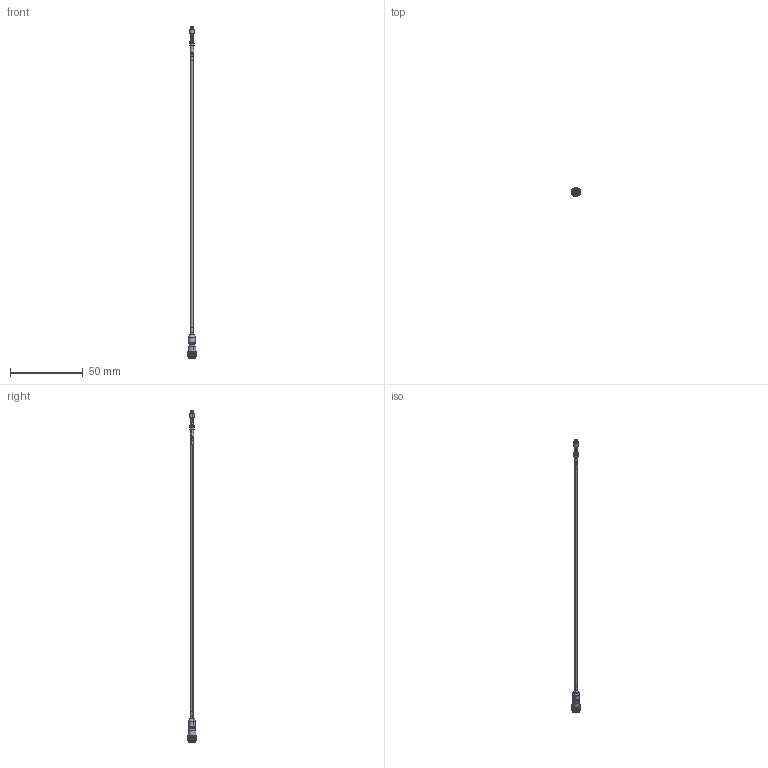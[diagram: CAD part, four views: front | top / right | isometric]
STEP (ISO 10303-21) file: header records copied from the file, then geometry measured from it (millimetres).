
FILE_DESCRIPTION (( 'STEP AP214' ), '1' );
FILE_NAME ('FMCA100374_3D.step', '2025-08-08T16:27:41', ( '' ), ( '' ), 'SwSTEP 2.0', 'SolidWorks 2022', '' );
FILE_SCHEMA (( 'AUTOMOTIVE_DESIGN' ));
Length unit declared in the file: inch
Products named in the file (10): FMCN49829; SMPS Female VITA 67.3 Backplane Contact for .047 Cable(002-SD3H0N-NS)2.stp; SMPS Female VITA 67.3 Backplane Contact for .047 Cable(002-SD3H0N-NS).stp; FM-P047HF; FMCA100374_3D; CA-PE-P047_4_Heatshrink_tapered; SC5843; SMPS Female VITA 67.3 Backplane Contact for .047 Cable(002-SD3H0N-NS)3.stp; CA-PE-P047_2_Heatshrink_LONG; SMPS Female VITA 67.3 Backplane Contact for .047 Cable(002-SD3H0N-NS)1.stp
Assembly tree (9 placements, depth 4):
  FMCA100374_3D
    FM-P047HF
    CA-PE-P047_2_Heatshrink_LONG
    FMCN49829
      SMPS Female VITA 67.3 Backplane Contact for .047 Cable(002-SD3H0N-NS).stp
        SMPS Female VITA 67.3 Backplane Contact for .047 Cable(002-SD3H0N-NS)1.stp
        SMPS Female VITA 67.3 Backplane Contact for .047 Cable(002-SD3H0N-NS)2.stp
        SMPS Female VITA 67.3 Backplane Contact for .047 Cable(002-SD3H0N-NS)3.stp
    CA-PE-P047_4_Heatshrink_tapered
    SC5843
Bounding box: 6.35 x 6.35 x 228.55 mm (x, y, z)
Volume: 705.7 mm3; surface area: 1985.9 mm2
Topology: 7 solids, 8 shells, 293 faces, 720 edges, 461 vertices
Faces by surface type: plane 97, cylinder 94, cone 53, torus 34, bspline 15
Entity records: 14802 total; most frequent: CARTESIAN_POINT 7109, DIRECTION 1474, ORIENTED_EDGE 1440, EDGE_CURVE 720, AXIS2_PLACEMENT_3D 607, VERTEX_POINT 461, EDGE_LOOP 315, CIRCLE 315
